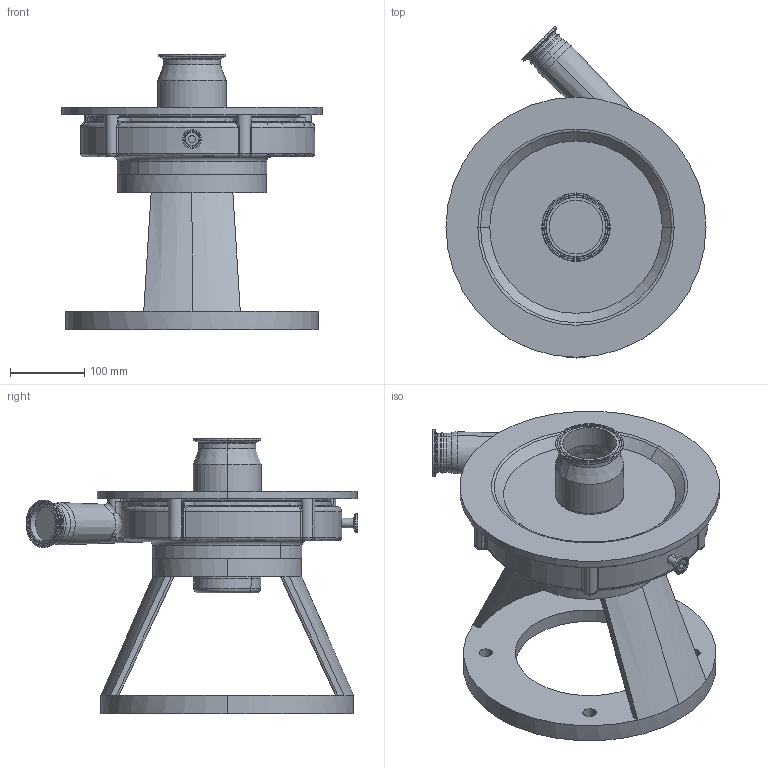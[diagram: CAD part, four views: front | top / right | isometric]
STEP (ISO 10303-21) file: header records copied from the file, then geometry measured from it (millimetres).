
FILE_DESCRIPTION (( 'STEP AP214' ), '1' );
FILE_NAME ('FPR 3451-3452 320TC 45L 1-2 In STRAIGHT DRAIN.STEP', '2022-12-19T20:43:55', ( '' ), ( '' ), 'SwSTEP 2.0', 'SolidWorks 2021', '' );
FILE_SCHEMA (( 'AUTOMOTIVE_DESIGN' ));
Length unit declared in the file: millimetre
Products named in the file (2): FPR 345 320-360TC 45L 1-2 In STRAIGHT DRAIN^1275000009.STEP; FPR 3451-3452 320TC 45L 1-2 In STRAIGHT DRAIN
Assembly tree (1 placements, depth 2):
  FPR 3451-3452 320TC 45L 1-2 In STRAIGHT DRAIN
    FPR 345 320-360TC 45L 1-2 In STRAIGHT DRAIN^1275000009.STEP
Bounding box: 350 x 446.82 x 370.5 mm (x, y, z)
Volume: 7966709.6 mm3; surface area: 702118 mm2
Topology: 1 solids, 1 shells, 311 faces, 730 edges, 426 vertices
Faces by surface type: cylinder 100, torus 94, plane 47, bspline 42, cone 24, sphere 4
Entity records: 20333 total; most frequent: CARTESIAN_POINT 13339, DIRECTION 1492, ORIENTED_EDGE 1442, EDGE_CURVE 721, AXIS2_PLACEMENT_3D 668, VERTEX_POINT 426, CIRCLE 395, EDGE_LOOP 347
